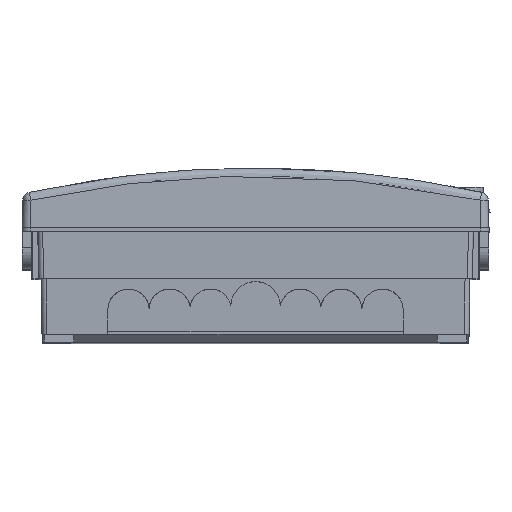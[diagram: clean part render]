
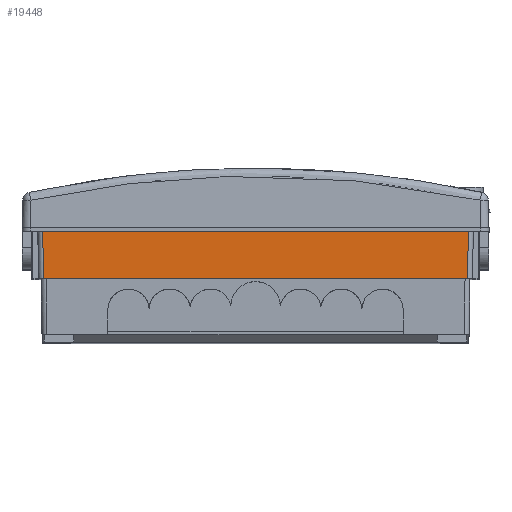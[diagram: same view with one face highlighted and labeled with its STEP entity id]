
A CAD part, top view. The second image highlights one B-rep face of the part: STEP entity #19448.
In plain terms, the highlighted planar face has unit normal (0, -0.018, 1).
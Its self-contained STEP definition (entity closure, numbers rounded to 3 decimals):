
#3751=DIRECTION('',(-1.,0.,0.));
#3752=VECTOR('',#3751,256.896);
#3753=CARTESIAN_POINT('',(128.448,38.8,229.747));
#3754=LINE('',#3753,#3752);
#3758=DIRECTION('',(-0.017,1.,0.017));
#3759=VECTOR('',#3758,28.809);
#3760=CARTESIAN_POINT('',(-128.448,38.8,229.747));
#3761=LINE('',#3760,#3759);
#3765=DIRECTION('',(1.,0.,0.));
#3766=VECTOR('',#3765,257.901);
#3767=CARTESIAN_POINT('',(-128.95,67.6,230.25));
#3768=LINE('',#3767,#3766);
#3772=DIRECTION('',(-0.017,-1.,-0.017));
#3773=VECTOR('',#3772,28.809);
#3774=CARTESIAN_POINT('',(128.95,67.6,230.25));
#3775=LINE('',#3774,#3773);
#14605=CARTESIAN_POINT('',(128.448,38.8,229.747));
#14606=CARTESIAN_POINT('',(-128.448,38.8,229.747));
#14607=VERTEX_POINT('',#14605);
#14608=VERTEX_POINT('',#14606);
#14747=CARTESIAN_POINT('',(-128.95,67.6,230.25));
#14748=VERTEX_POINT('',#14747);
#14749=CARTESIAN_POINT('',(128.95,67.6,230.25));
#14750=VERTEX_POINT('',#14749);
#19434=CARTESIAN_POINT('',(141.5,67.6,230.25));
#19435=DIRECTION('',(0.,-0.017,1.));
#19436=DIRECTION('',(0.,-1.,-0.017));
#19437=AXIS2_PLACEMENT_3D('',#19434,#19435,#19436);
#19438=PLANE('',#19437);
#19439=ORIENTED_EDGE('',*,*,#19264,.T.);
#19441=ORIENTED_EDGE('',*,*,#19440,.T.);
#19443=ORIENTED_EDGE('',*,*,#19442,.T.);
#19445=ORIENTED_EDGE('',*,*,#19444,.T.);
#19446=EDGE_LOOP('',(#19439,#19441,#19443,#19445));
#19447=FACE_OUTER_BOUND('',#19446,.F.);
#19264=EDGE_CURVE('',#14607,#14608,#3754,.T.);
#19440=EDGE_CURVE('',#14608,#14748,#3761,.T.);
#19442=EDGE_CURVE('',#14748,#14750,#3768,.T.);
#19444=EDGE_CURVE('',#14750,#14607,#3775,.T.);
#19448=ADVANCED_FACE('',(#19447),#19438,.T.);
